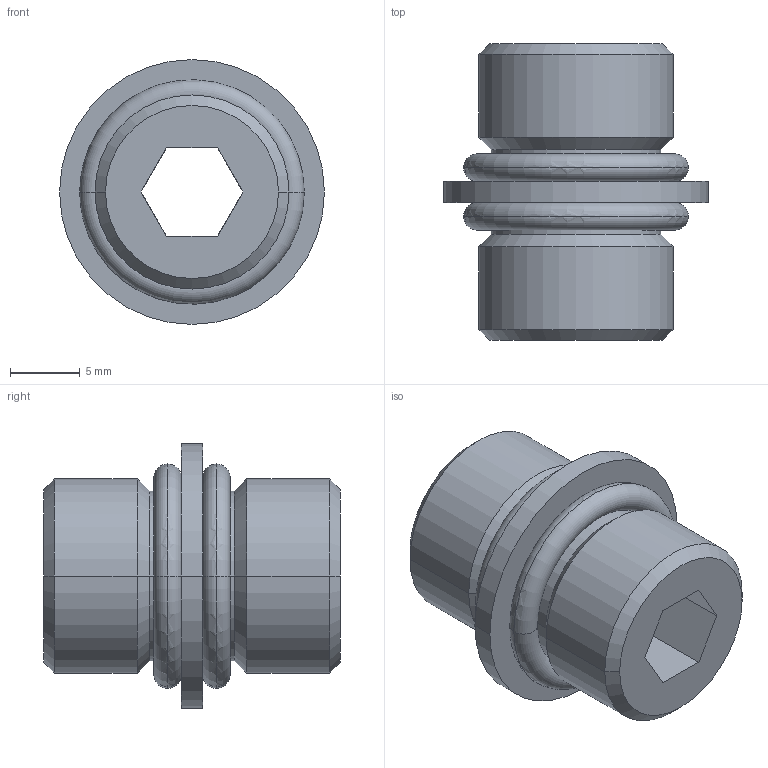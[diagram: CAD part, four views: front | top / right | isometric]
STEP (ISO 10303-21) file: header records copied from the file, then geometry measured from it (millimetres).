
FILE_DESCRIPTION((''),'2;1');
FILE_NAME('ILC30871166','2005-07-25T',('KR'),(''),'PRO/ENGINEER BY PARAMETRIC TECHNOLOGY CORPORATION, 2004290','PRO/ENGINEER BY PARAMETRIC TECHNOLOGY CORPORATION, 2004290','');
FILE_SCHEMA(('AUTOMOTIVE_DESIGN_CC2 { 1 2 10303 214 -1 1 5 2 }'));
Length unit declared in the file: inch
Products named in the file (1): ILC30871166
Bounding box: 19.05 x 21.34 x 19.05 mm (x, y, z)
Volume: 2785.8 mm3; surface area: 2480 mm2
Topology: 1 solids, 1 shells, 44 faces, 94 edges, 50 vertices
Faces by surface type: cylinder 12, torus 12, plane 10, cone 10
Entity records: 1518 total; most frequent: CARTESIAN_POINT 380, DIRECTION 216, ORIENTED_EDGE 188, COLOUR_RGB 105, EDGE_CURVE 94, AXIS2_PLACEMENT_3D 90, VERTEX_POINT 50, EDGE_LOOP 48
